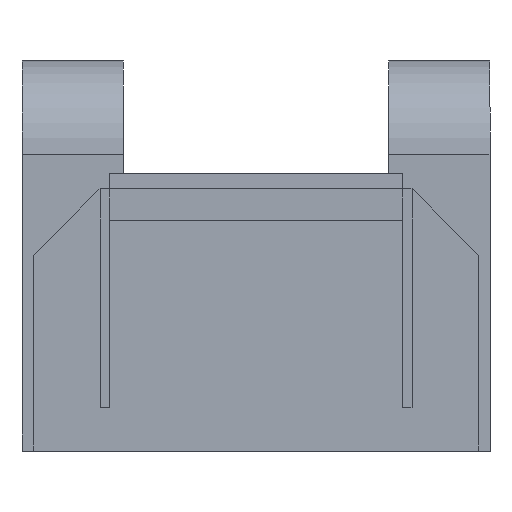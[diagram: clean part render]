
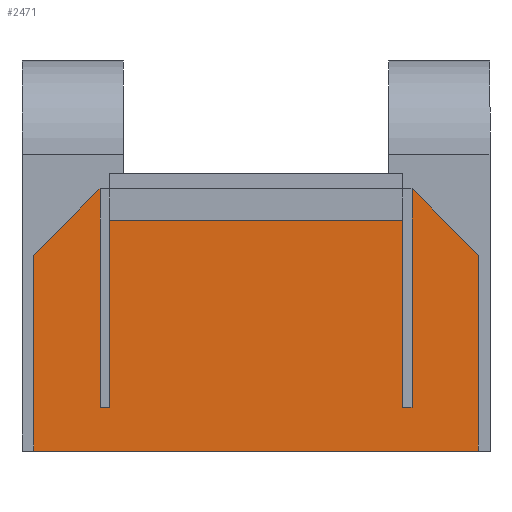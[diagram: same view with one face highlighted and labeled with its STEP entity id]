
A CAD part, front view. The second image highlights one B-rep face of the part: STEP entity #2471.
In plain terms, the highlighted planar face has unit normal (0, -1, 0).
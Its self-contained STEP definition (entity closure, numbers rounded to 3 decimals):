
#22 = CARTESIAN_POINT ( 'NONE',  ( -157.995, 17.109, 14.8 ) ) ;
#29 = AXIS2_PLACEMENT_3D ( 'NONE', #557, #1156, #760 ) ;
#43 = VECTOR ( 'NONE', #565, 1000. ) ;
#66 = LINE ( 'NONE', #821, #2327 ) ;
#70 = VERTEX_POINT ( 'NONE', #754 ) ;
#98 = LINE ( 'NONE', #1975, #414 ) ;
#103 = ORIENTED_EDGE ( 'NONE', *, *, #2219, .T. ) ;
#120 = DIRECTION ( 'NONE',  ( 0., 0., -1. ) ) ;
#219 = VECTOR ( 'NONE', #327, 1000. ) ;
#299 = LINE ( 'NONE', #1110, #584 ) ;
#300 = VECTOR ( 'NONE', #2405, 1000. ) ;
#327 = DIRECTION ( 'NONE',  ( -1., 0., 0. ) ) ;
#331 = EDGE_CURVE ( 'NONE', #1014, #869, #510, .T. ) ;
#396 = CARTESIAN_POINT ( 'NONE',  ( -181.638, 17.109, 18.8 ) ) ;
#411 = CARTESIAN_POINT ( 'NONE',  ( -153.153, 17.109, 0. ) ) ;
#413 = CARTESIAN_POINT ( 'NONE',  ( -237.693, 17.109, 97.098 ) ) ;
#414 = VECTOR ( 'NONE', #1593, 1000. ) ;
#445 = ORIENTED_EDGE ( 'NONE', *, *, #1729, .F. ) ;
#466 = DIRECTION ( 'NONE',  ( 1., 0., 0. ) ) ;
#493 = CARTESIAN_POINT ( 'NONE',  ( -176.795, 17.109, 14.8 ) ) ;
#509 = VERTEX_POINT ( 'NONE', #2547 ) ;
#510 = LINE ( 'NONE', #2100, #1411 ) ;
#513 = CARTESIAN_POINT ( 'NONE',  ( -177.395, 17.109, 16.8 ) ) ;
#542 = ORIENTED_EDGE ( 'NONE', *, *, #331, .F. ) ;
#557 = CARTESIAN_POINT ( 'NONE',  ( -181.638, 17.109, 18.8 ) ) ;
#560 = LINE ( 'NONE', #396, #1444 ) ;
#565 = DIRECTION ( 'NONE',  ( 1., 0., 0. ) ) ;
#584 = VECTOR ( 'NONE', #2081, 1000. ) ;
#642 = VERTEX_POINT ( 'NONE', #2214 ) ;
#754 = CARTESIAN_POINT ( 'NONE',  ( -157.995, 17.109, 2.8 ) ) ;
#760 = DIRECTION ( 'NONE',  ( 0., 0., 1. ) ) ;
#776 = CARTESIAN_POINT ( 'NONE',  ( -181.638, 17.109, 0. ) ) ;
#810 = LINE ( 'NONE', #946, #219 ) ;
#821 = CARTESIAN_POINT ( 'NONE',  ( -152.395, 17.109, 2.8 ) ) ;
#869 = VERTEX_POINT ( 'NONE', #493 ) ;
#894 = ORIENTED_EDGE ( 'NONE', *, *, #985, .F. ) ;
#911 = EDGE_CURVE ( 'NONE', #642, #1853, #1497, .T. ) ;
#935 = DIRECTION ( 'NONE',  ( 0.707, 0., -0.707 ) ) ;
#946 = CARTESIAN_POINT ( 'NONE',  ( -181.638, 17.109, 0. ) ) ;
#958 = VERTEX_POINT ( 'NONE', #22 ) ;
#964 = EDGE_CURVE ( 'NONE', #1834, #642, #1733, .T. ) ;
#985 = EDGE_CURVE ( 'NONE', #1853, #2249, #810, .T. ) ;
#1014 = VERTEX_POINT ( 'NONE', #2007 ) ;
#1071 = EDGE_CURVE ( 'NONE', #2194, #1834, #1427, .T. ) ;
#1110 = CARTESIAN_POINT ( 'NONE',  ( -82.098, 17.109, 112.098 ) ) ;
#1137 = DIRECTION ( 'NONE',  ( 1., 0., 0. ) ) ;
#1139 = ORIENTED_EDGE ( 'NONE', *, *, #1264, .T. ) ;
#1152 = CARTESIAN_POINT ( 'NONE',  ( -152.395, 17.109, 2.8 ) ) ;
#1156 = DIRECTION ( 'NONE',  ( 0., -1., 0. ) ) ;
#1191 = CARTESIAN_POINT ( 'NONE',  ( -157.395, 17.109, 16.8 ) ) ;
#1221 = VERTEX_POINT ( 'NONE', #513 ) ;
#1264 = EDGE_CURVE ( 'NONE', #1221, #2106, #299, .T. ) ;
#1303 = CARTESIAN_POINT ( 'NONE',  ( -153.153, 17.109, 18.8 ) ) ;
#1306 = CARTESIAN_POINT ( 'NONE',  ( -181.638, 17.109, 12.557 ) ) ;
#1334 = CARTESIAN_POINT ( 'NONE',  ( -176.795, 17.109, 14.8 ) ) ;
#1350 = FACE_OUTER_BOUND ( 'NONE', #2381, .T. ) ;
#1353 = DIRECTION ( 'NONE',  ( 0., 0., -1. ) ) ;
#1411 = VECTOR ( 'NONE', #2459, 1000. ) ;
#1427 = LINE ( 'NONE', #1638, #300 ) ;
#1432 = ORIENTED_EDGE ( 'NONE', *, *, #1924, .F. ) ;
#1444 = VECTOR ( 'NONE', #1353, 1000. ) ;
#1497 = LINE ( 'NONE', #1303, #2292 ) ;
#1532 = VECTOR ( 'NONE', #1137, 1000. ) ;
#1582 = LINE ( 'NONE', #1152, #43 ) ;
#1593 = DIRECTION ( 'NONE',  ( 0., 0., 1. ) ) ;
#1638 = CARTESIAN_POINT ( 'NONE',  ( -157.395, 17.109, 2.8 ) ) ;
#1649 = CARTESIAN_POINT ( 'NONE',  ( -157.995, 17.109, 2.8 ) ) ;
#1673 = VECTOR ( 'NONE', #935, 1000. ) ;
#1721 = ORIENTED_EDGE ( 'NONE', *, *, #1968, .T. ) ;
#1729 = EDGE_CURVE ( 'NONE', #869, #958, #1887, .T. ) ;
#1731 = ORIENTED_EDGE ( 'NONE', *, *, #1844, .F. ) ;
#1733 = LINE ( 'NONE', #413, #1673 ) ;
#1741 = EDGE_CURVE ( 'NONE', #509, #1221, #98, .T. ) ;
#1777 = CARTESIAN_POINT ( 'NONE',  ( -157.395, 17.109, 2.8 ) ) ;
#1830 = LINE ( 'NONE', #1649, #1996 ) ;
#1834 = VERTEX_POINT ( 'NONE', #1191 ) ;
#1844 = EDGE_CURVE ( 'NONE', #70, #2194, #1582, .T. ) ;
#1853 = VERTEX_POINT ( 'NONE', #411 ) ;
#1887 = LINE ( 'NONE', #1334, #1532 ) ;
#1924 = EDGE_CURVE ( 'NONE', #509, #1014, #66, .T. ) ;
#1944 = ORIENTED_EDGE ( 'NONE', *, *, #964, .F. ) ;
#1968 = EDGE_CURVE ( 'NONE', #70, #958, #1830, .T. ) ;
#1971 = ORIENTED_EDGE ( 'NONE', *, *, #1071, .F. ) ;
#1975 = CARTESIAN_POINT ( 'NONE',  ( -177.395, 17.109, 2.8 ) ) ;
#1996 = VECTOR ( 'NONE', #2445, 1000. ) ;
#1997 = ORIENTED_EDGE ( 'NONE', *, *, #911, .F. ) ;
#2007 = CARTESIAN_POINT ( 'NONE',  ( -176.795, 17.109, 2.8 ) ) ;
#2080 = ORIENTED_EDGE ( 'NONE', *, *, #1741, .T. ) ;
#2081 = DIRECTION ( 'NONE',  ( -0.707, 0., -0.707 ) ) ;
#2100 = CARTESIAN_POINT ( 'NONE',  ( -176.795, 17.109, 2.8 ) ) ;
#2106 = VERTEX_POINT ( 'NONE', #1306 ) ;
#2194 = VERTEX_POINT ( 'NONE', #1777 ) ;
#2214 = CARTESIAN_POINT ( 'NONE',  ( -153.153, 17.109, 12.557 ) ) ;
#2219 = EDGE_CURVE ( 'NONE', #2106, #2249, #560, .T. ) ;
#2249 = VERTEX_POINT ( 'NONE', #776 ) ;
#2292 = VECTOR ( 'NONE', #120, 1000. ) ;
#2327 = VECTOR ( 'NONE', #466, 1000. ) ;
#2381 = EDGE_LOOP ( 'NONE', ( #445, #542, #1432, #2080, #1139, #103, #894, #1997, #1944, #1971, #1731, #1721 ) ) ;
#2405 = DIRECTION ( 'NONE',  ( 0., 0., 1. ) ) ;
#2445 = DIRECTION ( 'NONE',  ( 0., 0., 1. ) ) ;
#2459 = DIRECTION ( 'NONE',  ( 0., 0., 1. ) ) ;
#2471 = ADVANCED_FACE ( 'NONE', ( #1350 ), #2545, .T. ) ;
#2545 = PLANE ( 'NONE',  #29 ) ;
#2547 = CARTESIAN_POINT ( 'NONE',  ( -177.395, 17.109, 2.8 ) ) ;
